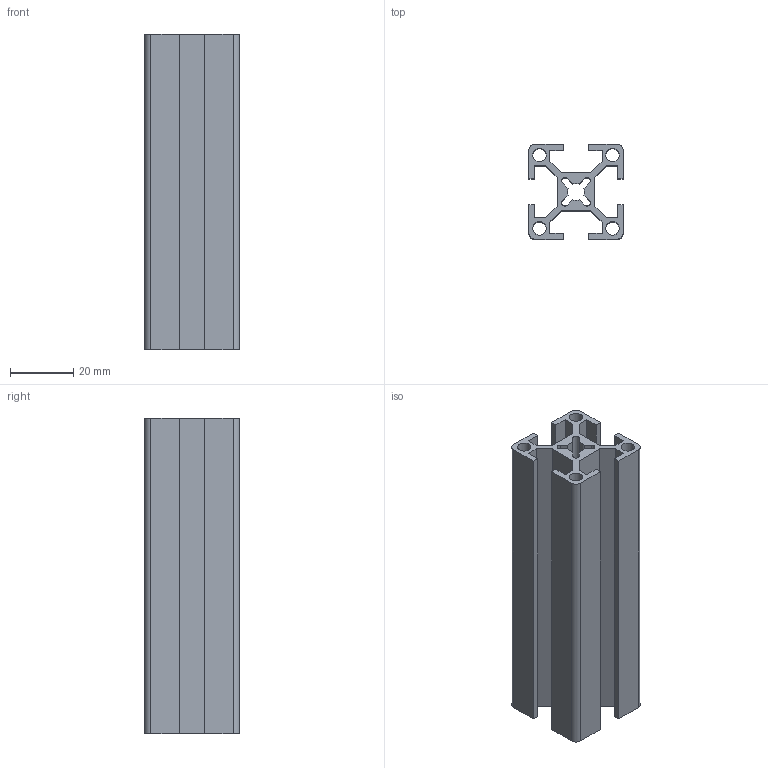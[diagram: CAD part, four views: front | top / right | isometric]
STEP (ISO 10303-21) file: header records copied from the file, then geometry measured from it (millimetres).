
FILE_DESCRIPTION(/* description */ ('Profil 30 x 30'),/* implementation_level */ '2;1');
FILE_NAME(/* name */ '163030.stp',/* time_stamp */ '2023-01-24T15:50:20+01:00',/* author */ ('Špaček'),/* organization */ ('Alutec K&K'),/* preprocessor_version */ 'ST-DEVELOPER v18.1',/* originating_system */ 'Autodesk Inventor 2021',/* authorisation */ '');
FILE_SCHEMA (('AUTOMOTIVE_DESIGN { 1 0 10303 214 3 1 1 }'));
Length unit declared in the file: millimetre
Products named in the file (1): 163030
Bounding box: 30 x 30 x 100 mm (x, y, z)
Volume: 31086.2 mm3; surface area: 33951.2 mm2
Topology: 1 solids, 1 shells, 70 faces, 204 edges, 136 vertices
Faces by surface type: plane 54, cylinder 16
Full cylindrical faces by diameter (mm): 4.3 x4
Entity records: 2361 total; most frequent: CARTESIAN_POINT 411, ORIENTED_EDGE 408, DIRECTION 378, EDGE_CURVE 204, LINE 172, VECTOR 172, VERTEX_POINT 136, AXIS2_PLACEMENT_3D 103
